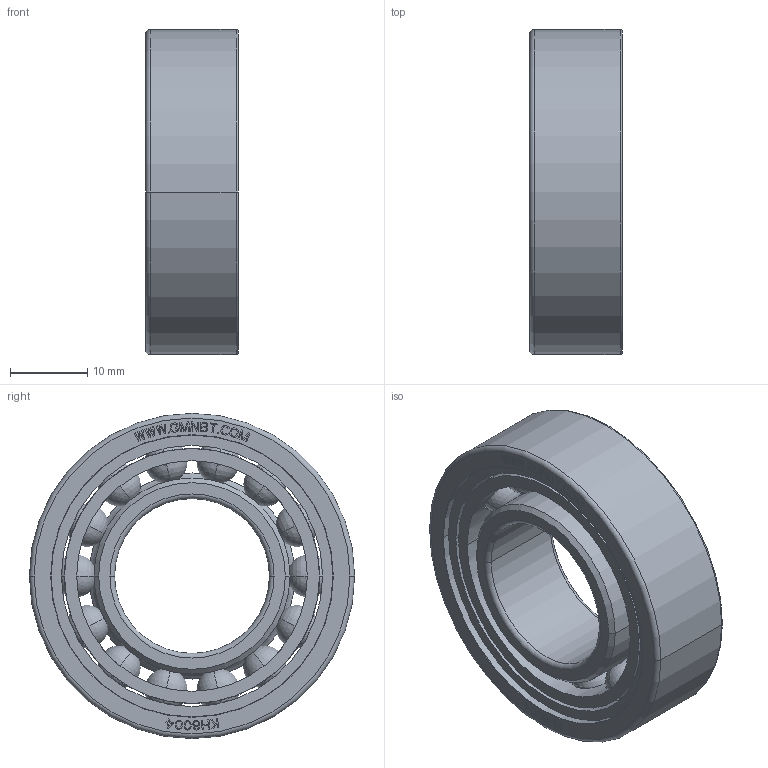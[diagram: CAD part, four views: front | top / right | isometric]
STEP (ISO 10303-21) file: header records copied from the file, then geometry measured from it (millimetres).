
FILE_DESCRIPTION((''),'2;1');
FILE_NAME('KH6004_PRT','2014-11-17T',('sales 4'),(''),'PRO/ENGINEER BY PARAMETRIC TECHNOLOGY CORPORATION, 2013150','PRO/ENGINEER BY PARAMETRIC TECHNOLOGY CORPORATION, 2013150','');
FILE_SCHEMA(('AUTOMOTIVE_DESIGN { 1 0 10303 214 1 1 1 1 }'));
Length unit declared in the file: millimetre
Products named in the file (1): KH6004_PRT
Bounding box: 12.01 x 42 x 42 mm (x, y, z)
Volume: 9399.6 mm3; surface area: 9124.5 mm2
Topology: 17 solids, 17 shells, 574 faces, 1600 edges, 1028 vertices
Faces by surface type: plane 478, cylinder 46, sphere 28, torus 12, cone 10
Entity records: 25803 total; most frequent: CARTESIAN_POINT 6262, ORIENTED_EDGE 3088, DIRECTION 2732, PRESENTATION_STYLE_ASSIGNMENT 1586, STYLED_ITEM 1561, CURVE_STYLE 1544, EDGE_CURVE 1544, VECTOR 1392
